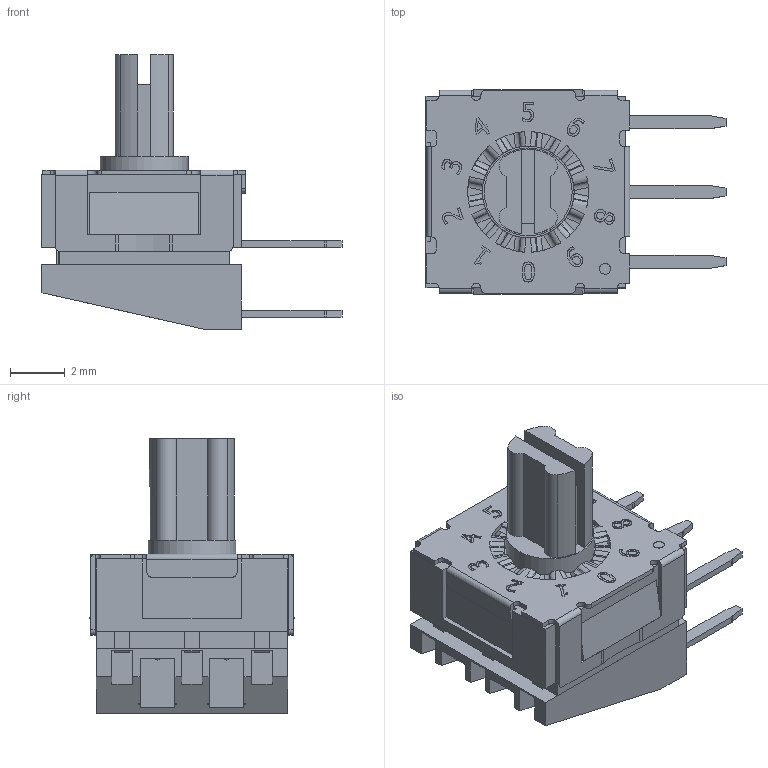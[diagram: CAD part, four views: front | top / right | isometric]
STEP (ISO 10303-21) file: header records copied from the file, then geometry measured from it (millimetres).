
FILE_DESCRIPTION(/* description */ (''),/* implementation_level */ '2;1');
FILE_NAME(/* name */ 'RDMEx10R2T.stp',/* time_stamp */ '2024-02-14T16:01:58-06:00',/* author */ ('mwilliams'),/* organization */ (''),/* preprocessor_version */ 'ST-DEVELOPER v18.1',/* originating_system */ 'Autodesk Inventor 2022',/* authorisation */ '');
FILE_SCHEMA (('AUTOMOTIVE_DESIGN { 1 0 10303 214 3 1 1 }'));
Length unit declared in the file: inch
Products named in the file (1): 000026622_Simplify_1
Bounding box: 10.92 x 7.44 x 10 mm (x, y, z)
Volume: 239.8 mm3; surface area: 544.9 mm2
Topology: 1 solids, 1 shells, 621 faces, 1798 edges, 1174 vertices
Faces by surface type: plane 353, cylinder 153, bspline 113, sphere 2
Full cylindrical faces by diameter (mm): 0.4 x1, 3.2 x1, 3.34 x1, 4.4 x1, 6.2 x1, 6.3 x1
Entity records: 21327 total; most frequent: CARTESIAN_POINT 5529, ORIENTED_EDGE 3592, DIRECTION 2836, EDGE_CURVE 1796, VERTEX_POINT 1174, LINE 1162, VECTOR 1162, AXIS2_PLACEMENT_3D 837
